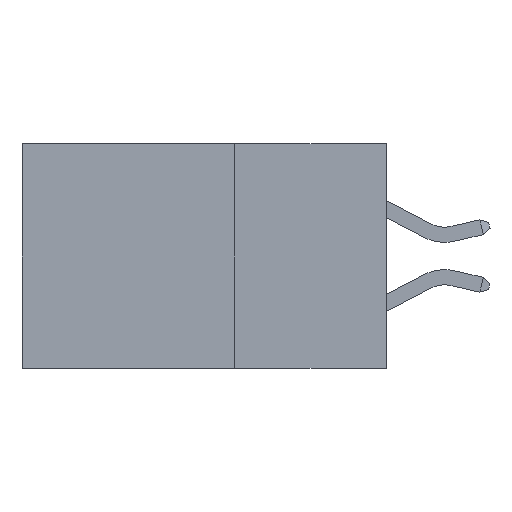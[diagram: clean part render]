
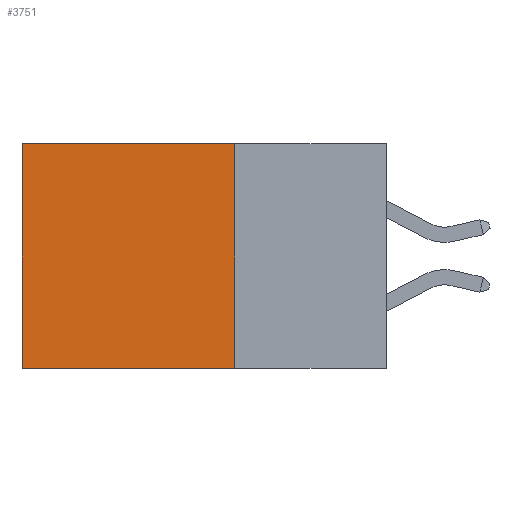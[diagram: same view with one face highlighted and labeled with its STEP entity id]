
A CAD part, left-side view. The second image highlights one B-rep face of the part: STEP entity #3751.
In plain terms, the highlighted planar face has unit normal (-1, 0, 0).
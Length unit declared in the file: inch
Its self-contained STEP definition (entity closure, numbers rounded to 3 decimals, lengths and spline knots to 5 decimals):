
#54 = LINE ( 'NONE', #3849, #5776 ) ;
#61 = EDGE_CURVE ( 'NONE', #2132, #2986, #4423, .T. ) ;
#231 = AXIS2_PLACEMENT_3D ( 'NONE', #9322, #1166, #4164 ) ;
#488 = CARTESIAN_POINT ( 'NONE',  ( 0.2615, 0.25, 0. ) ) ;
#635 = DIRECTION ( 'NONE',  ( 0., 0., -1. ) ) ;
#1115 = PLANE ( 'NONE',  #231 ) ;
#1166 = DIRECTION ( 'NONE',  ( 1., 0., 0. ) ) ;
#1310 = VECTOR ( 'NONE', #635, 39.37008 ) ;
#1498 = CARTESIAN_POINT ( 'NONE',  ( 0.2615, 0.6, 0. ) ) ;
#1576 = EDGE_CURVE ( 'NONE', #2501, #9477, #9389, .T. ) ;
#1857 = FACE_OUTER_BOUND ( 'NONE', #9568, .T. ) ;
#1925 = CARTESIAN_POINT ( 'NONE',  ( 0.2615, 0.25, -0.37 ) ) ;
#2100 = DIRECTION ( 'NONE',  ( 0., 1., 0. ) ) ;
#2117 = EDGE_CURVE ( 'NONE', #9477, #2986, #54, .T. ) ;
#2132 = VERTEX_POINT ( 'NONE', #1498 ) ;
#2501 = VERTEX_POINT ( 'NONE', #488 ) ;
#2574 = DIRECTION ( 'NONE',  ( 0., 0., -1. ) ) ;
#2725 = ORIENTED_EDGE ( 'NONE', *, *, #61, .T. ) ;
#2986 = VERTEX_POINT ( 'NONE', #3730 ) ;
#3697 = DIRECTION ( 'NONE',  ( 0., 1., 0. ) ) ;
#3730 = CARTESIAN_POINT ( 'NONE',  ( 0.2615, 0.6, -0.37 ) ) ;
#3751 = ADVANCED_FACE ( 'NONE', ( #1857 ), #1115, .F. ) ;
#3849 = CARTESIAN_POINT ( 'NONE',  ( 0.2615, 0.25, -0.37 ) ) ;
#3855 = LINE ( 'NONE', #8972, #5361 ) ;
#4164 = DIRECTION ( 'NONE',  ( 0., 0., -1. ) ) ;
#4384 = ORIENTED_EDGE ( 'NONE', *, *, #9370, .T. ) ;
#4423 = LINE ( 'NONE', #7379, #1310 ) ;
#4613 = ORIENTED_EDGE ( 'NONE', *, *, #1576, .F. ) ;
#4850 = ORIENTED_EDGE ( 'NONE', *, *, #2117, .F. ) ;
#5361 = VECTOR ( 'NONE', #2100, 39.37008 ) ;
#5776 = VECTOR ( 'NONE', #3697, 39.37008 ) ;
#7379 = CARTESIAN_POINT ( 'NONE',  ( 0.2615, 0.6, -0.37 ) ) ;
#8280 = VECTOR ( 'NONE', #2574, 39.37008 ) ;
#8431 = CARTESIAN_POINT ( 'NONE',  ( 0.2615, 0.25, -0.37 ) ) ;
#8972 = CARTESIAN_POINT ( 'NONE',  ( 0.2615, 0.25, 0. ) ) ;
#9322 = CARTESIAN_POINT ( 'NONE',  ( 0.2615, 0.25, -0.37 ) ) ;
#9370 = EDGE_CURVE ( 'NONE', #2501, #2132, #3855, .T. ) ;
#9389 = LINE ( 'NONE', #1925, #8280 ) ;
#9477 = VERTEX_POINT ( 'NONE', #8431 ) ;
#9568 = EDGE_LOOP ( 'NONE', ( #2725, #4850, #4613, #4384 ) ) ;
